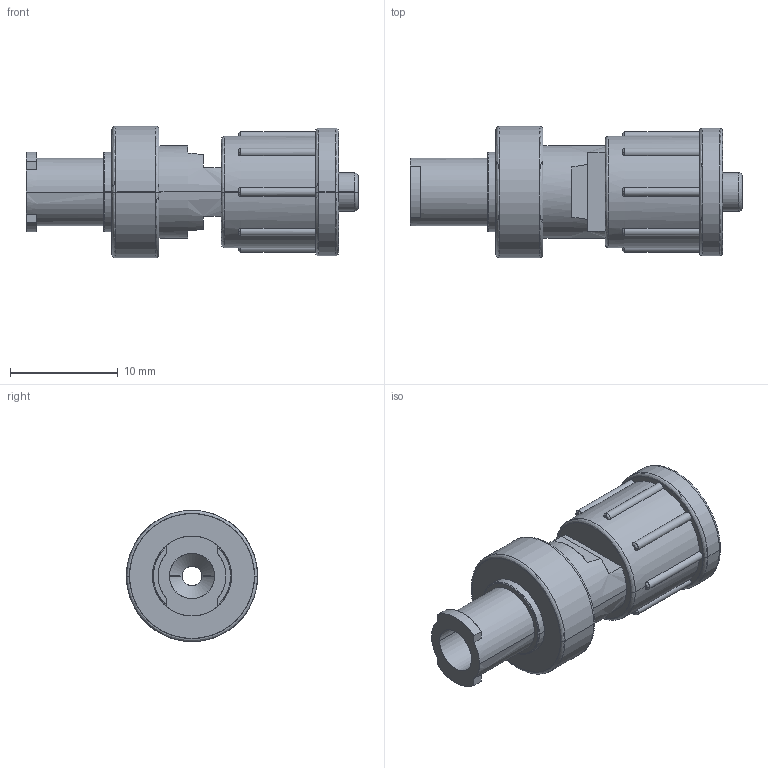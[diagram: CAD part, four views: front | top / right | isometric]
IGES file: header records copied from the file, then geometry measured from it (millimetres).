
Start section: SolidWorks IGES file using analytic representation for surfaces
Global section: file name: E-C-PC-9F9M-S-0.11.IGS; native system: SolidWorks 2017; preprocessor: SolidWorks 2017; author: wtsang; date: 180104.100813; units: millimetre
Bounding box: 30.81 x 12.2 x 12.2 mm (x, y, z)
Surface area: 2135.2 mm2 (no closed solid volume)
Topology: 0 solids, 0 shells, 133 faces, 1823 edges, 1823 vertices
Faces by surface type: bspline 76, revolution 57
